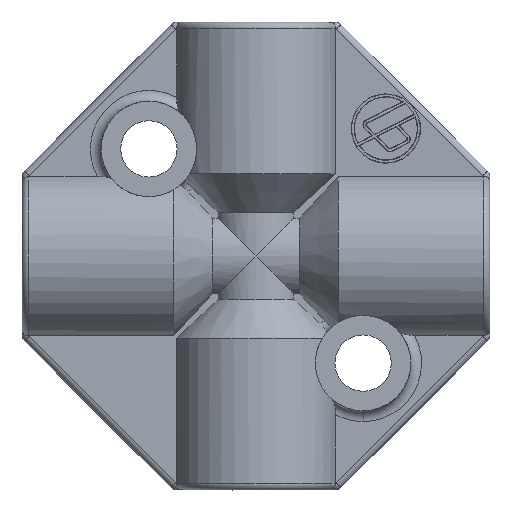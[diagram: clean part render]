
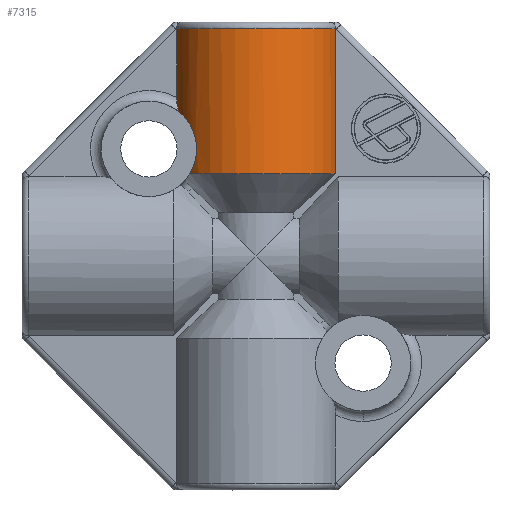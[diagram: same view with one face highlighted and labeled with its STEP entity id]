
A CAD part, front view. The second image highlights one B-rep face of the part: STEP entity #7315.
In plain terms, the highlighted cylindrical face has radius 4.826 mm (diameter 9.652 mm), a partial arc.
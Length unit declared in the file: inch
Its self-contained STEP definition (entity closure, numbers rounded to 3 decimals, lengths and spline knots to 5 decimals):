
#290 = CARTESIAN_POINT ( 'NONE',  ( -0.14163, -0.12668, 0.27907 ) ) ;
#347 = VERTEX_POINT ( 'NONE', #2930 ) ;
#512 = CARTESIAN_POINT ( 'NONE',  ( -0.15314, -0.11247, 0.19 ) ) ;
#611 = ORIENTED_EDGE ( 'NONE', *, *, #15423, .T. ) ;
#852 = ORIENTED_EDGE ( 'NONE', *, *, #14844, .T. ) ;
#1156 = B_SPLINE_CURVE_WITH_KNOTS ( 'NONE', 3,
 ( #3366, #14195, #15688, #6429, #17196, #7988, #18743, #9533, #290, #11087, #1865, #12685, #3428, #14265, #4968, #15756, #6496, #17275 ),
 .UNSPECIFIED., .F., .F.,
 ( 4, 2, 2, 2, 2, 2, 2, 2, 4 ),
 ( 0.00849, 0.00906, 0.00962, 0.01019, 0.01075, 0.01132, 0.01188, 0.01245, 0.01301 ),
 .UNSPECIFIED. ) ;
#1592 = CARTESIAN_POINT ( 'NONE',  ( 0.1833, -0.05, 0.52483 ) ) ;
#1789 = B_SPLINE_CURVE_WITH_KNOTS ( 'NONE', 3,
 ( #14255, #4961, #15750, #6488, #17267, #8046, #18811, #9592 ),
 .UNSPECIFIED., .F., .F.,
 ( 4, 2, 2, 4 ),
 ( 0., 0.0006, 0.0009, 0.0012 ),
 .UNSPECIFIED. ) ;
#1840 = DIRECTION ( 'NONE',  ( 0., 0., 1. ) ) ;
#1865 = CARTESIAN_POINT ( 'NONE',  ( -0.13738, -0.13125, 0.25759 ) ) ;
#1938 = AXIS2_PLACEMENT_3D ( 'NONE', #17244, #1840, #4939 ) ;
#2273 = ORIENTED_EDGE ( 'NONE', *, *, #16967, .T. ) ;
#2643 = VERTEX_POINT ( 'NONE', #512 ) ;
#2813 = CARTESIAN_POINT ( 'NONE',  ( -0.1833, -0.05, 0.52474 ) ) ;
#2930 = CARTESIAN_POINT ( 'NONE',  ( -0.1833, -0.05, 0.525 ) ) ;
#2935 = DIRECTION ( 'NONE',  ( 0., 0., 1. ) ) ;
#2950 = DIRECTION ( 'NONE',  ( 0., 0., -1. ) ) ;
#2964 = VERTEX_POINT ( 'NONE', #14393 ) ;
#3366 = CARTESIAN_POINT ( 'NONE',  ( -0.17457, -0.075, 0.32981 ) ) ;
#3428 = CARTESIAN_POINT ( 'NONE',  ( -0.13754, -0.1311, 0.23523 ) ) ;
#3890 = EDGE_CURVE ( 'NONE', #13158, #18894, #17800, .T. ) ;
#4645 = VERTEX_POINT ( 'NONE', #6016 ) ;
#4691 = CARTESIAN_POINT ( 'NONE',  ( 0.1833, -0.05, 0.19 ) ) ;
#4747 = CARTESIAN_POINT ( 'NONE',  ( -0.17457, -0.075, 0.32981 ) ) ;
#4939 = DIRECTION ( 'NONE',  ( 1., 0., 0. ) ) ;
#4961 = CARTESIAN_POINT ( 'NONE',  ( -0.1833, -0.05, 0.35806 ) ) ;
#4968 = CARTESIAN_POINT ( 'NONE',  ( -0.14205, -0.12623, 0.21388 ) ) ;
#5131 = CARTESIAN_POINT ( 'NONE',  ( -0.1833, -0.05, 0.19 ) ) ;
#5523 = EDGE_CURVE ( 'NONE', #4645, #347, #14198, .T. ) ;
#6016 = CARTESIAN_POINT ( 'NONE',  ( 0.1833, -0.05, 0.525 ) ) ;
#6221 = CARTESIAN_POINT ( 'NONE',  ( 0.1833, -0.05, 0.52491 ) ) ;
#6387 = B_SPLINE_CURVE_WITH_KNOTS ( 'NONE', 3,
 ( #12409, #1592, #6221, #17007 ),
 .UNSPECIFIED., .F., .F.,
 ( 4, 4 ),
 ( 0., 0.00001 ),
 .UNSPECIFIED. ) ;
#6429 = CARTESIAN_POINT ( 'NONE',  ( -0.16231, -0.09898, 0.31733 ) ) ;
#6488 = CARTESIAN_POINT ( 'NONE',  ( -0.18039, -0.0597, 0.34078 ) ) ;
#6496 = CARTESIAN_POINT ( 'NONE',  ( -0.14995, -0.11681, 0.19524 ) ) ;
#6578 = CARTESIAN_POINT ( 'NONE',  ( 0.1833, -0.05, 0.52474 ) ) ;
#6662 = DIRECTION ( 'NONE',  ( 0., 0., -1. ) ) ;
#6905 = ORIENTED_EDGE ( 'NONE', *, *, #14882, .T. ) ;
#7285 = FACE_OUTER_BOUND ( 'NONE', #14300, .T. ) ;
#7315 = ADVANCED_FACE ( 'NONE', ( #7285 ), #10889, .T. ) ;
#7827 = ORIENTED_EDGE ( 'NONE', *, *, #16867, .T. ) ;
#7988 = CARTESIAN_POINT ( 'NONE',  ( -0.15246, -0.11353, 0.30344 ) ) ;
#8046 = CARTESIAN_POINT ( 'NONE',  ( -0.17734, -0.06826, 0.33311 ) ) ;
#8726 = CARTESIAN_POINT ( 'NONE',  ( -0.1833, -0.05, 0.525 ) ) ;
#9533 = CARTESIAN_POINT ( 'NONE',  ( -0.14393, -0.12411, 0.28577 ) ) ;
#9582 = VECTOR ( 'NONE', #6662, 39.37008 ) ;
#9592 = CARTESIAN_POINT ( 'NONE',  ( -0.17457, -0.075, 0.32981 ) ) ;
#10032 = CARTESIAN_POINT ( 'NONE',  ( -0.1833, -0.05, 0.52474 ) ) ;
#10709 = VERTEX_POINT ( 'NONE', #6578 ) ;
#10889 = CYLINDRICAL_SURFACE ( 'NONE', #1938, 0.19 ) ;
#11087 = CARTESIAN_POINT ( 'NONE',  ( -0.13837, -0.13023, 0.26508 ) ) ;
#11121 = VERTEX_POINT ( 'NONE', #4747 ) ;
#11215 = AXIS2_PLACEMENT_3D ( 'NONE', #12201, #2950, #13758 ) ;
#11592 = ORIENTED_EDGE ( 'NONE', *, *, #5523, .T. ) ;
#11975 = AXIS2_PLACEMENT_3D ( 'NONE', #12182, #2935, #13743 ) ;
#12026 = B_SPLINE_CURVE_WITH_KNOTS ( 'NONE', 3,
 ( #8726, #18134, #12050, #2813 ),
 .UNSPECIFIED., .F., .F.,
 ( 4, 4 ),
 ( 0.00059, 0.0006 ),
 .UNSPECIFIED. ) ;
#12050 = CARTESIAN_POINT ( 'NONE',  ( -0.1833, -0.05, 0.52483 ) ) ;
#12182 = CARTESIAN_POINT ( 'NONE',  ( 0., 0., 0.19 ) ) ;
#12201 = CARTESIAN_POINT ( 'NONE',  ( 0., 0., 0.525 ) ) ;
#12354 = VECTOR ( 'NONE', #12472, 39.37008 ) ;
#12409 = CARTESIAN_POINT ( 'NONE',  ( 0.1833, -0.05, 0.52474 ) ) ;
#12472 = DIRECTION ( 'NONE',  ( 0., 0., 1. ) ) ;
#12685 = CARTESIAN_POINT ( 'NONE',  ( -0.13697, -0.13168, 0.24277 ) ) ;
#13018 = EDGE_CURVE ( 'NONE', #11121, #2643, #1156, .T. ) ;
#13158 = VERTEX_POINT ( 'NONE', #10032 ) ;
#13667 = ORIENTED_EDGE ( 'NONE', *, *, #13018, .T. ) ;
#13743 = DIRECTION ( 'NONE',  ( 1., 0., 0. ) ) ;
#13758 = DIRECTION ( 'NONE',  ( -1., 0., 0. ) ) ;
#14195 = CARTESIAN_POINT ( 'NONE',  ( -0.1718, -0.08145, 0.32738 ) ) ;
#14198 = CIRCLE ( 'NONE', #11215, 0.19 ) ;
#14255 = CARTESIAN_POINT ( 'NONE',  ( -0.1833, -0.05, 0.36609 ) ) ;
#14265 = CARTESIAN_POINT ( 'NONE',  ( -0.14008, -0.12838, 0.22082 ) ) ;
#14300 = EDGE_LOOP ( 'NONE', ( #611, #11592, #852, #16081, #2273, #13667, #6905, #7827 ) ) ;
#14393 = CARTESIAN_POINT ( 'NONE',  ( 0.1833, -0.05, 0.19 ) ) ;
#14844 = EDGE_CURVE ( 'NONE', #347, #13158, #12026, .T. ) ;
#14882 = EDGE_CURVE ( 'NONE', #2643, #2964, #18316, .T. ) ;
#15423 = EDGE_CURVE ( 'NONE', #10709, #4645, #6387, .T. ) ;
#15688 = CARTESIAN_POINT ( 'NONE',  ( -0.1687, -0.08765, 0.32441 ) ) ;
#15750 = CARTESIAN_POINT ( 'NONE',  ( -0.18255, -0.05289, 0.3504 ) ) ;
#15756 = CARTESIAN_POINT ( 'NONE',  ( -0.14702, -0.12042, 0.20104 ) ) ;
#16081 = ORIENTED_EDGE ( 'NONE', *, *, #3890, .T. ) ;
#16175 = CARTESIAN_POINT ( 'NONE',  ( -0.1833, -0.05, 0.36609 ) ) ;
#16867 = EDGE_CURVE ( 'NONE', #2964, #10709, #19549, .T. ) ;
#16967 = EDGE_CURVE ( 'NONE', #18894, #11121, #1789, .T. ) ;
#17007 = CARTESIAN_POINT ( 'NONE',  ( 0.1833, -0.05, 0.525 ) ) ;
#17196 = CARTESIAN_POINT ( 'NONE',  ( -0.15897, -0.10422, 0.31317 ) ) ;
#17244 = CARTESIAN_POINT ( 'NONE',  ( 0., 0., 0.19 ) ) ;
#17267 = CARTESIAN_POINT ( 'NONE',  ( -0.17951, -0.06234, 0.33795 ) ) ;
#17275 = CARTESIAN_POINT ( 'NONE',  ( -0.15314, -0.11247, 0.19 ) ) ;
#17800 = LINE ( 'NONE', #5131, #9582 ) ;
#18134 = CARTESIAN_POINT ( 'NONE',  ( -0.1833, -0.05, 0.52491 ) ) ;
#18316 = CIRCLE ( 'NONE', #11975, 0.19 ) ;
#18743 = CARTESIAN_POINT ( 'NONE',  ( -0.14937, -0.1175, 0.29799 ) ) ;
#18811 = CARTESIAN_POINT ( 'NONE',  ( -0.17607, -0.07152, 0.33112 ) ) ;
#18894 = VERTEX_POINT ( 'NONE', #16175 ) ;
#19549 = LINE ( 'NONE', #4691, #12354 ) ;
